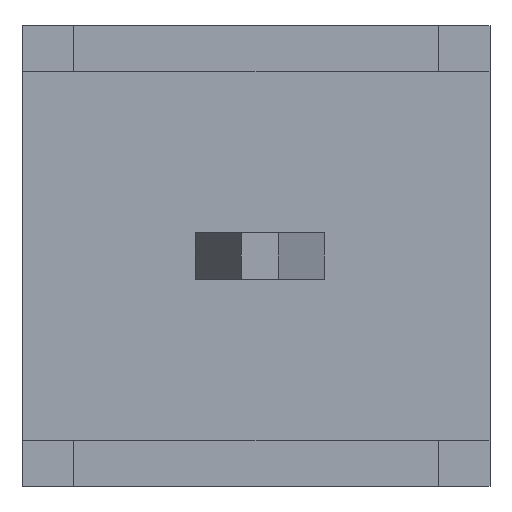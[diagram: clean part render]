
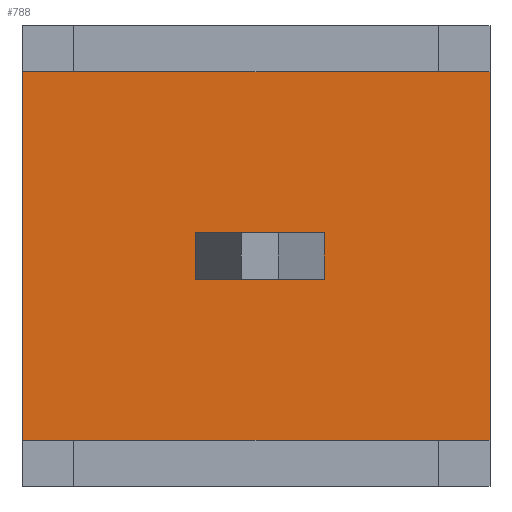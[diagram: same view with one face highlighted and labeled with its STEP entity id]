
A CAD part, front view. The second image highlights one B-rep face of the part: STEP entity #788.
In plain terms, the highlighted planar face has unit normal (0, -1, 0).
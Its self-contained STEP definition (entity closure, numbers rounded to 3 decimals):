
#20=FACE_OUTER_BOUND('',#65,.T.);
#65=EDGE_LOOP('',(#525,#526,#527,#528,#529,#530,#531,#532));
#110=LINE('',#1101,#222);
#116=LINE('',#1113,#228);
#117=LINE('',#1117,#229);
#118=LINE('',#1118,#230);
#119=LINE('',#1120,#231);
#120=LINE('',#1122,#232);
#121=LINE('',#1123,#233);
#122=LINE('',#1124,#234);
#222=VECTOR('',#896,10.);
#228=VECTOR('',#904,10.);
#229=VECTOR('',#907,10.);
#230=VECTOR('',#908,10.);
#231=VECTOR('',#909,10.);
#232=VECTOR('',#910,10.);
#233=VECTOR('',#911,10.);
#234=VECTOR('',#912,10.);
#333=VERTEX_POINT('',#1097);
#335=VERTEX_POINT('',#1100);
#338=VERTEX_POINT('',#1107);
#340=VERTEX_POINT('',#1111);
#341=VERTEX_POINT('',#1115);
#342=VERTEX_POINT('',#1116);
#343=VERTEX_POINT('',#1119);
#344=VERTEX_POINT('',#1121);
#406=EDGE_CURVE('',#333,#335,#110,.T.);
#412=EDGE_CURVE('',#340,#338,#116,.T.);
#413=EDGE_CURVE('',#341,#342,#117,.T.);
#414=EDGE_CURVE('',#338,#341,#118,.T.);
#415=EDGE_CURVE('',#343,#340,#119,.T.);
#416=EDGE_CURVE('',#344,#343,#120,.T.);
#417=EDGE_CURVE('',#335,#344,#121,.T.);
#418=EDGE_CURVE('',#342,#333,#122,.T.);
#525=ORIENTED_EDGE('',*,*,#413,.F.);
#526=ORIENTED_EDGE('',*,*,#414,.F.);
#527=ORIENTED_EDGE('',*,*,#412,.F.);
#528=ORIENTED_EDGE('',*,*,#415,.F.);
#529=ORIENTED_EDGE('',*,*,#416,.F.);
#530=ORIENTED_EDGE('',*,*,#417,.F.);
#531=ORIENTED_EDGE('',*,*,#406,.F.);
#532=ORIENTED_EDGE('',*,*,#418,.F.);
#743=PLANE('',#848);
#788=ADVANCED_FACE('',(#20),#743,.F.);
#848=AXIS2_PLACEMENT_3D('',#1114,#905,#906);
#896=DIRECTION('',(1.,0.,0.));
#904=DIRECTION('',(-1.,0.,0.));
#905=DIRECTION('center_axis',(0.,1.,0.));
#906=DIRECTION('ref_axis',(0.,0.,1.));
#907=DIRECTION('',(0.,0.,1.));
#908=DIRECTION('',(-1.,0.,0.));
#909=DIRECTION('',(-1.,0.,0.));
#910=DIRECTION('',(0.,0.,-1.));
#911=DIRECTION('',(1.,0.,0.));
#912=DIRECTION('',(1.,0.,0.));
#1097=CARTESIAN_POINT('',(0.26,0.25,2.25));
#1100=CARTESIAN_POINT('',(2.24,0.25,2.25));
#1101=CARTESIAN_POINT('',(-0.04,0.25,2.25));
#1107=CARTESIAN_POINT('',(0.26,0.25,0.25));
#1111=CARTESIAN_POINT('',(2.24,0.25,0.25));
#1113=CARTESIAN_POINT('',(2.54,0.25,0.25));
#1114=CARTESIAN_POINT('Origin',(1.25,0.25,1.25));
#1115=CARTESIAN_POINT('',(-0.02,0.25,0.25));
#1116=CARTESIAN_POINT('',(-0.02,0.25,2.25));
#1117=CARTESIAN_POINT('',(-0.02,0.25,1.875));
#1118=CARTESIAN_POINT('',(0.605,0.25,0.25));
#1119=CARTESIAN_POINT('',(2.52,0.25,0.25));
#1120=CARTESIAN_POINT('',(1.895,0.25,0.25));
#1121=CARTESIAN_POINT('',(2.52,0.25,2.25));
#1122=CARTESIAN_POINT('',(2.52,0.25,1.875));
#1123=CARTESIAN_POINT('',(1.895,0.25,2.25));
#1124=CARTESIAN_POINT('',(0.605,0.25,2.25));
